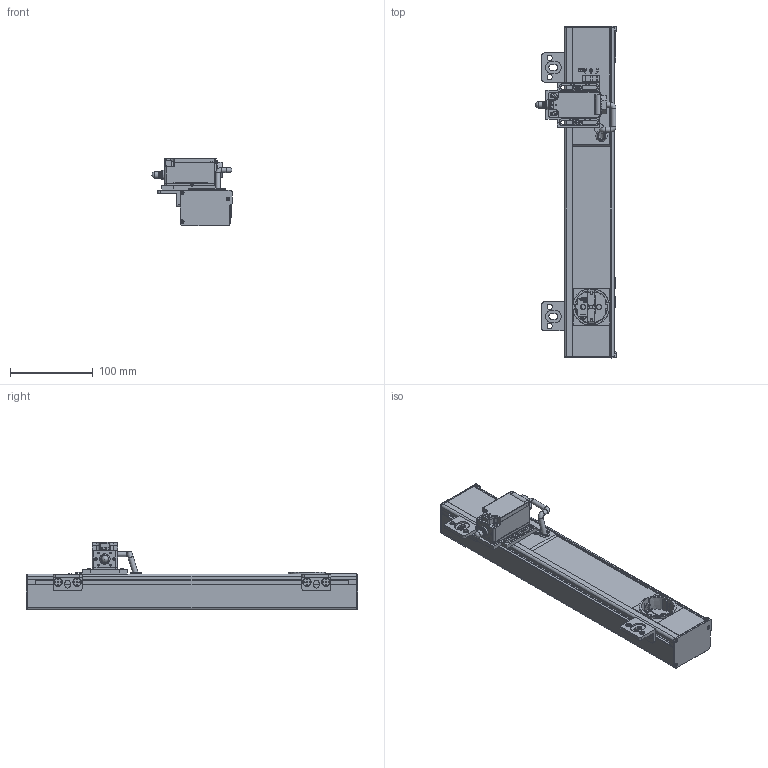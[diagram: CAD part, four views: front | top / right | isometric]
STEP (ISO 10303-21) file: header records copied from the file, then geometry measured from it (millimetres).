
FILE_DESCRIPTION(/* description */ (''),/* implementation_level */ '2;1');
FILE_NAME(/* name */ '111022_LED-A-450-SK-E-R-VX.stp',/* time_stamp */ '2023-02-11T21:15:20+01:00',/* author */ ('cad'),/* organization */ (''),/* preprocessor_version */ 'ST-DEVELOPER v15.6',/* originating_system */ 'Autodesk Inventor 2015',/* authorisation */ '');
FILE_SCHEMA (('AUTOMOTIVE_DESIGN { 1 0 10303 214 3 1 1 }'));
Products named in the file (1): 111022_LED-A-450-SK-E-R-VX_Shrinkwrap_1
Bounding box: 97.6 x 400 x 81.6 mm (x, y, z)
Surface area: 219625.7 mm2 (no closed solid volume)
Topology: 0 solids, 118 shells, 1612 faces, 6985 edges, 5420 vertices
Faces by surface type: plane 1191, cylinder 310, cone 44, bspline 34, sphere 27, torus 6
Full cylindrical faces by diameter (mm): 2.797 x1, 2.8 x2, 3 x5, 5.5 x2, 6 x4, 6.4 x4, 8 x1, 11.3 x1, 24 x1
Entity records: 76304 total; most frequent: CARTESIAN_POINT 19615, ORIENTED_EDGE 10651, DIRECTION 10637, EDGE_CURVE 6908, VERTEX_POINT 5402, LINE 5213, VECTOR 5213, AXIS2_PLACEMENT_3D 2712
